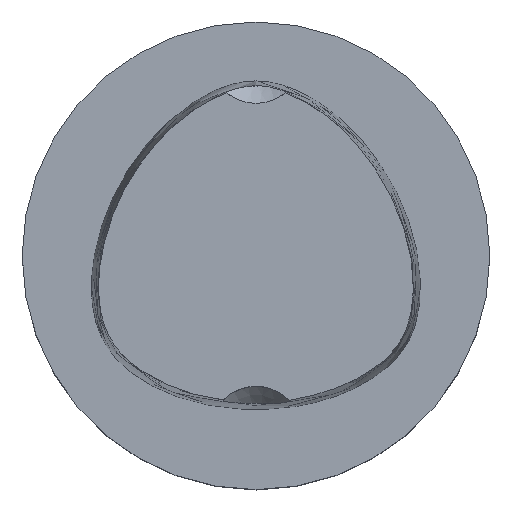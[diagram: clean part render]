
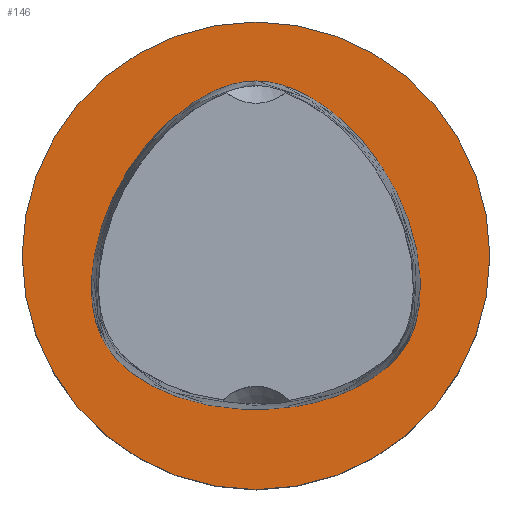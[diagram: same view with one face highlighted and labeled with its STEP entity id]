
A CAD part, top view. The second image highlights one B-rep face of the part: STEP entity #146.
In plain terms, the highlighted planar face has unit normal (0, 0, 1).
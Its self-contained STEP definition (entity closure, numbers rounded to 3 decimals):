
#94=EDGE_CURVE('240[2]',#186,#186,#228,.T.);
#146=ADVANCED_FACE('240[2]',(#298,#299),#300,.T.);
#158=EDGE_CURVE('240[2]',#316,#316,#317,.T.);
#186=VERTEX_POINT('',#340);
#228=B_SPLINE_CURVE_WITH_KNOTS('',3,(#432,#433,#434,#435,#436,#437,#438,#439,#440,#441,#442,#443,#444,#445,#446,#447,#448,#449,#450,#451,#452,#453,#454,#455,#456,#457,#458,#459,#460,#461,#462,#463,#464,#465,#466,#467,#468,#469,#470,#471,#472,#473,#474,#475,#476,#477,#478,#479,#480,#481,#482,#483),.UNSPECIFIED.,.T.,.F.,(4,3,1,1,1,1,1,1,1,1,1,1,1,1,1,1,1,1,1,1,1,1,1,1,1,1,1,1,1,1,1,1,1,1,1,1,1,1,1,1,1,1,1,1,1,1,1,4),(0.,0.,0.023,0.046,0.069,0.09,0.112,0.133,0.153,0.173,0.194,0.215,0.236,0.257,0.28,0.303,0.326,0.349,0.372,0.394,0.417,0.438,0.459,0.48,0.5,0.52,0.541,0.562,0.583,0.606,0.628,0.651,0.674,0.697,0.72,0.743,0.764,0.785,0.806,0.827,0.847,0.867,0.888,0.91,0.931,0.954,0.977,1.0),.UNSPECIFIED.);
#298=FACE_OUTER_BOUND('',#1717,.T.);
#299=FACE_BOUND('',#1718,.T.);
#300=PLANE('',#1719);
#316=VERTEX_POINT('',#1745);
#317=CIRCLE('',#1746,24.99);
#340=CARTESIAN_POINT('',(0.001,18.694,0.0));
#432=CARTESIAN_POINT('',(0.001,18.694,0.0));
#433=CARTESIAN_POINT('',(0.011,18.694,0.0));
#434=CARTESIAN_POINT('',(0.02,18.694,0.0));
#435=CARTESIAN_POINT('',(0.029,18.694,0.0));
#436=CARTESIAN_POINT('',(0.868,18.695,0.0));
#437=CARTESIAN_POINT('',(2.552,18.418,0.0));
#438=CARTESIAN_POINT('',(4.899,17.498,0.0));
#439=CARTESIAN_POINT('',(7.042,16.239,0.0));
#440=CARTESIAN_POINT('',(8.953,14.751,0.0));
#441=CARTESIAN_POINT('',(10.656,13.119,0.0));
#442=CARTESIAN_POINT('',(12.164,11.372,0.0));
#443=CARTESIAN_POINT('',(13.489,9.526,0.0));
#444=CARTESIAN_POINT('',(14.645,7.587,0.0));
#445=CARTESIAN_POINT('',(15.637,5.55,0.0));
#446=CARTESIAN_POINT('',(16.457,3.408,0.0));
#447=CARTESIAN_POINT('',(17.089,1.155,0.0));
#448=CARTESIAN_POINT('',(17.497,-1.211,0.0));
#449=CARTESIAN_POINT('',(17.639,-3.672,0.0));
#450=CARTESIAN_POINT('',(17.405,-6.179,0.0));
#451=CARTESIAN_POINT('',(16.692,-8.64,0.0));
#452=CARTESIAN_POINT('',(15.284,-10.803,0.0));
#453=CARTESIAN_POINT('',(13.394,-12.511,0.0));
#454=CARTESIAN_POINT('',(11.276,-13.846,0.0));
#455=CARTESIAN_POINT('',(9.049,-14.853,0.0));
#456=CARTESIAN_POINT('',(6.791,-15.6,0.0));
#457=CARTESIAN_POINT('',(4.52,-16.102,0.0));
#458=CARTESIAN_POINT('',(2.262,-16.323,0.0));
#459=CARTESIAN_POINT('',(0.01,-16.517,0.0));
#460=CARTESIAN_POINT('',(-2.243,-16.331,0.0));
#461=CARTESIAN_POINT('',(-4.52,-16.097,0.0));
#462=CARTESIAN_POINT('',(-6.791,-15.599,0.0));
#463=CARTESIAN_POINT('',(-9.058,-14.87,0.0));
#464=CARTESIAN_POINT('',(-11.284,-13.857,0.0));
#465=CARTESIAN_POINT('',(-13.39,-12.506,0.0));
#466=CARTESIAN_POINT('',(-15.273,-10.794,0.0));
#467=CARTESIAN_POINT('',(-16.68,-8.635,0.0));
#468=CARTESIAN_POINT('',(-17.41,-6.181,0.0));
#469=CARTESIAN_POINT('',(-17.651,-3.673,0.0));
#470=CARTESIAN_POINT('',(-17.499,-1.211,0.0));
#471=CARTESIAN_POINT('',(-17.085,1.154,0.0));
#472=CARTESIAN_POINT('',(-16.457,3.408,0.0));
#473=CARTESIAN_POINT('',(-15.638,5.55,0.0));
#474=CARTESIAN_POINT('',(-14.645,7.586,0.0));
#475=CARTESIAN_POINT('',(-13.489,9.526,0.0));
#476=CARTESIAN_POINT('',(-12.164,11.372,0.0));
#477=CARTESIAN_POINT('',(-10.656,13.118,0.0));
#478=CARTESIAN_POINT('',(-8.95,14.746,0.0));
#479=CARTESIAN_POINT('',(-7.035,16.229,0.0));
#480=CARTESIAN_POINT('',(-4.906,17.513,0.0));
#481=CARTESIAN_POINT('',(-2.545,18.442,0.0));
#482=CARTESIAN_POINT('',(-0.847,18.69,0.0));
#483=CARTESIAN_POINT('',(0.001,18.694,0.0));
#1717=EDGE_LOOP('',(#1899));
#1718=EDGE_LOOP('',(#1900));
#1719=AXIS2_PLACEMENT_3D('',#1901,#1902,#1903);
#1745=CARTESIAN_POINT('',(0.,24.99,0.));
#1746=AXIS2_PLACEMENT_3D('',#1918,#1919,#1920);
#1899=ORIENTED_EDGE('',*,*,#158,.F.);
#1900=ORIENTED_EDGE('',*,*,#94,.T.);
#1901=CARTESIAN_POINT('',(0.,12.495,0.));
#1902=DIRECTION('',(0.,0.,1.0));
#1903=DIRECTION('',(1.0,0.,0.0));
#1918=CARTESIAN_POINT('',(0.0,0.0,0.0));
#1919=DIRECTION('',(0.,0.,-1.0));
#1920=DIRECTION('',(0.,1.0,0.));
